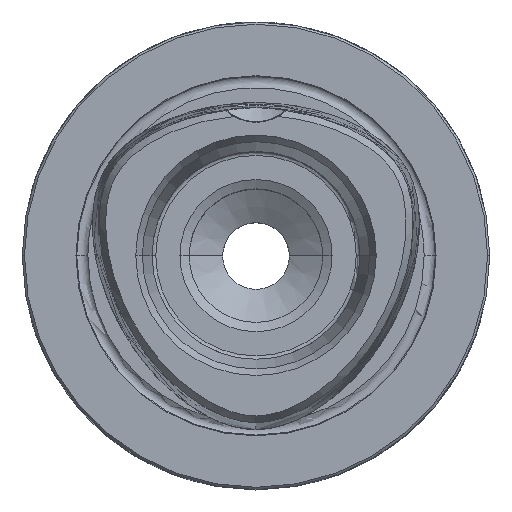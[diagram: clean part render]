
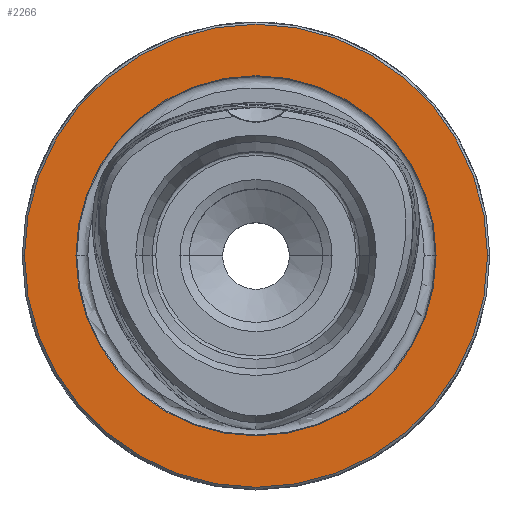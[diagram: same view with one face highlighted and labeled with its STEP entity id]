
A CAD part, top view. The second image highlights one B-rep face of the part: STEP entity #2266.
In plain terms, the highlighted planar face has unit normal (0, 0, 1).
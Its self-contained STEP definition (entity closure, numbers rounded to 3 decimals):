
#36 = AXIS2_PLACEMENT_3D ( 'NONE', #5638, #5619, #5098 ) ;
#264 = CARTESIAN_POINT ( 'NONE',  ( -31.2, 0., 0. ) ) ;
#524 = PLANE ( 'NONE',  #4221 ) ;
#634 = CARTESIAN_POINT ( 'NONE',  ( 0., 0., 0. ) ) ;
#672 = AXIS2_PLACEMENT_3D ( 'NONE', #634, #6869, #1492 ) ;
#1073 = VERTEX_POINT ( 'NONE', #264 ) ;
#1248 = EDGE_CURVE ( 'NONE', #3386, #1073, #11737, .T. ) ;
#1492 = DIRECTION ( 'NONE',  ( -1., 0., 0. ) ) ;
#2266 = ADVANCED_FACE ( 'NONE', ( #6550, #6846 ), #524, .F. ) ;
#2860 = ORIENTED_EDGE ( 'NONE', *, *, #9112, .F. ) ;
#3005 = ORIENTED_EDGE ( 'NONE', *, *, #1248, .T. ) ;
#3069 = AXIS2_PLACEMENT_3D ( 'NONE', #7928, #10446, #7892 ) ;
#3163 = ORIENTED_EDGE ( 'NONE', *, *, #7187, .F. ) ;
#3386 = VERTEX_POINT ( 'NONE', #10680 ) ;
#3891 = ORIENTED_EDGE ( 'NONE', *, *, #9845, .T. ) ;
#4221 = AXIS2_PLACEMENT_3D ( 'NONE', #11408, #11322, #11504 ) ;
#5098 = DIRECTION ( 'NONE',  ( -1., 0., 0. ) ) ;
#5350 = AXIS2_PLACEMENT_3D ( 'NONE', #9457, #9461, #9505 ) ;
#5619 = DIRECTION ( 'NONE',  ( 0., 0., 1. ) ) ;
#5638 = CARTESIAN_POINT ( 'NONE',  ( 0., 0., 0. ) ) ;
#5992 = EDGE_LOOP ( 'NONE', ( #3891, #3005 ) ) ;
#6550 = FACE_OUTER_BOUND ( 'NONE', #5992, .T. ) ;
#6846 = FACE_BOUND ( 'NONE', #9748, .T. ) ;
#6869 = DIRECTION ( 'NONE',  ( 0., 0., 1. ) ) ;
#7094 = VERTEX_POINT ( 'NONE', #8504 ) ;
#7187 = EDGE_CURVE ( 'NONE', #11652, #7094, #9304, .T. ) ;
#7330 = CARTESIAN_POINT ( 'NONE',  ( -24.264, 0., 0. ) ) ;
#7892 = DIRECTION ( 'NONE',  ( -1., 0., 0. ) ) ;
#7928 = CARTESIAN_POINT ( 'NONE',  ( 0., 0., 0. ) ) ;
#8504 = CARTESIAN_POINT ( 'NONE',  ( 24.264, 0., 0. ) ) ;
#9112 = EDGE_CURVE ( 'NONE', #7094, #11652, #10629, .T. ) ;
#9294 = CIRCLE ( 'NONE', #672, 31.2 ) ;
#9304 = CIRCLE ( 'NONE', #3069, 24.264 ) ;
#9457 = CARTESIAN_POINT ( 'NONE',  ( 0., 0., 0. ) ) ;
#9461 = DIRECTION ( 'NONE',  ( 0., 0., 1. ) ) ;
#9505 = DIRECTION ( 'NONE',  ( -1., 0., 0. ) ) ;
#9748 = EDGE_LOOP ( 'NONE', ( #2860, #3163 ) ) ;
#9845 = EDGE_CURVE ( 'NONE', #1073, #3386, #9294, .T. ) ;
#10446 = DIRECTION ( 'NONE',  ( 0., 0., 1. ) ) ;
#10629 = CIRCLE ( 'NONE', #36, 24.264 ) ;
#10680 = CARTESIAN_POINT ( 'NONE',  ( 31.2, 0., 0. ) ) ;
#11322 = DIRECTION ( 'NONE',  ( 0., 0., -1. ) ) ;
#11408 = CARTESIAN_POINT ( 'NONE',  ( 0., 0., 0. ) ) ;
#11504 = DIRECTION ( 'NONE',  ( -1., 0., 0. ) ) ;
#11652 = VERTEX_POINT ( 'NONE', #7330 ) ;
#11737 = CIRCLE ( 'NONE', #5350, 31.2 ) ;
